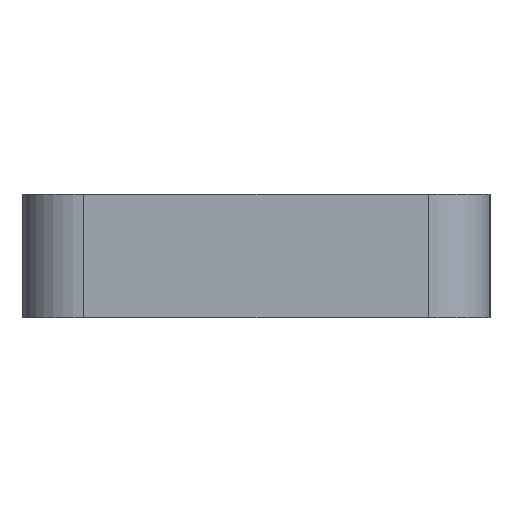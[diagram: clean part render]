
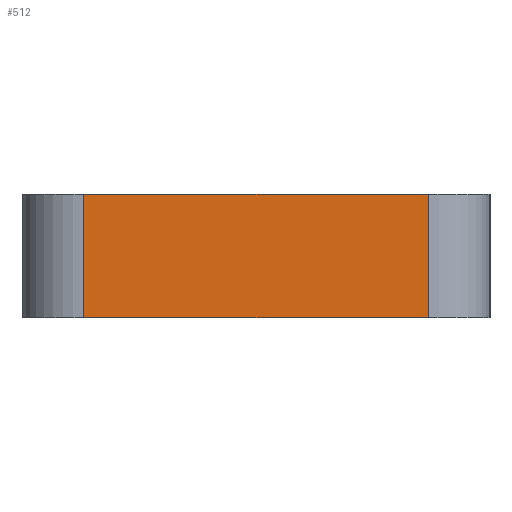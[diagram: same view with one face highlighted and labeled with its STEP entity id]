
A CAD part, left-side view. The second image highlights one B-rep face of the part: STEP entity #512.
In plain terms, the highlighted planar face has unit normal (-1, 0, 0).
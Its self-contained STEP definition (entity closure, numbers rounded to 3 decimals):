
#89=CARTESIAN_POINT('Vertex',(10.899,-123.453,71.)) ;
#92=CARTESIAN_POINT('Line Origine',(10.899,-137.453,71.)) ;
#96=CARTESIAN_POINT('Vertex',(10.899,-151.453,71.)) ;
#474=CARTESIAN_POINT('Vertex',(10.899,-123.453,61.)) ;
#477=CARTESIAN_POINT('Line Origine',(10.899,-123.453,66.)) ;
#489=CARTESIAN_POINT('Axis2P3D Location',(10.899,-151.453,61.)) ;
#494=CARTESIAN_POINT('Line Origine',(10.899,-137.453,61.)) ;
#498=CARTESIAN_POINT('Vertex',(10.899,-151.453,61.)) ;
#501=CARTESIAN_POINT('Line Origine',(10.899,-151.453,66.)) ;
#94=VECTOR('Line Direction',#93,1.) ;
#479=VECTOR('Line Direction',#478,1.) ;
#496=VECTOR('Line Direction',#495,1.) ;
#503=VECTOR('Line Direction',#502,1.) ;
#93=DIRECTION('Vector Direction',(0.,1.,0.)) ;
#478=DIRECTION('Vector Direction',(0.,0.,1.)) ;
#490=DIRECTION('Axis2P3D Direction',(1.,0.,0.)) ;
#491=DIRECTION('Axis2P3D XDirection',(0.,1.,0.)) ;
#495=DIRECTION('Vector Direction',(0.,1.,0.)) ;
#502=DIRECTION('Vector Direction',(0.,0.,1.)) ;
#492=AXIS2_PLACEMENT_3D('Plane Axis2P3D',#489,#490,#491) ;
#95=LINE('Line',#92,#94) ;
#480=LINE('Line',#477,#479) ;
#497=LINE('Line',#494,#496) ;
#504=LINE('Line',#501,#503) ;
#493=PLANE('',#492) ;
#98=EDGE_CURVE('',#90,#97,#95,.F.) ;
#481=EDGE_CURVE('',#475,#90,#480,.T.) ;
#500=EDGE_CURVE('',#475,#499,#497,.F.) ;
#505=EDGE_CURVE('',#499,#97,#504,.T.) ;
#506=EDGE_LOOP('',(#507,#508,#509,#510)) ;
#507=ORIENTED_EDGE('',*,*,#481,.F.) ;
#508=ORIENTED_EDGE('',*,*,#500,.T.) ;
#509=ORIENTED_EDGE('',*,*,#505,.T.) ;
#510=ORIENTED_EDGE('',*,*,#98,.F.) ;
#90=VERTEX_POINT('',#89) ;
#97=VERTEX_POINT('',#96) ;
#475=VERTEX_POINT('',#474) ;
#499=VERTEX_POINT('',#498) ;
#512=ADVANCED_FACE('Corps principal',(#511),#493,.F.) ;
#511=FACE_OUTER_BOUND('',#506,.T.) ;
